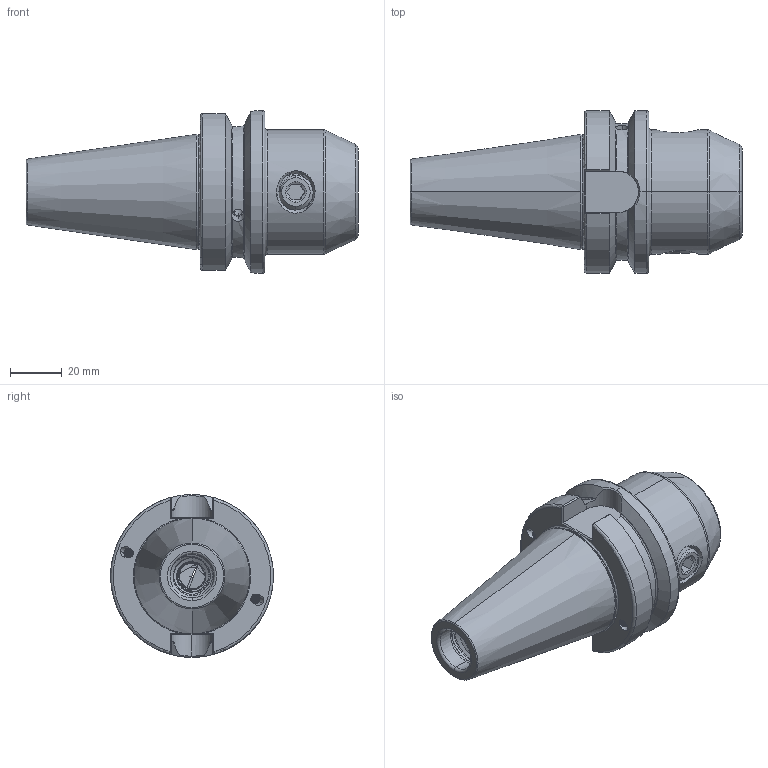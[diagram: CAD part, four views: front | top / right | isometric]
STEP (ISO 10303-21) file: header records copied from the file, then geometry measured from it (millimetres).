
FILE_DESCRIPTION (( 'STEP AP203' ), '1' );
FILE_NAME ('406.05.16.STEP', '2016-08-08T06:48:30', ( '' ), ( '' ), 'SwSTEP 2.0', 'SolidWorks 2012', '' );
FILE_SCHEMA (( 'CONFIG_CONTROL_DESIGN' ));
Length unit declared in the file: millimetre
Products named in the file (3): 406.05.16; 側固14_M14x2_16L
Assembly tree (2 placements, depth 2):
  406.05.16
    406.05.16
    側固14_M14x2_16L
Bounding box: 128.4 x 63 x 63 mm (x, y, z)
Volume: 169856.1 mm3; surface area: 34086.2 mm2
Topology: 2 solids, 2 shells, 306 faces, 817 edges, 521 vertices
Faces by surface type: cylinder 158, plane 46, bspline 38, torus 32, cone 30, sphere 2
Entity records: 32567 total; most frequent: CARTESIAN_POINT 25763, ORIENTED_EDGE 1630, DIRECTION 1079, EDGE_CURVE 815, VERTEX_POINT 521, AXIS2_PLACEMENT_3D 423, EDGE_LOOP 326, FACE_OUTER_BOUND 306
